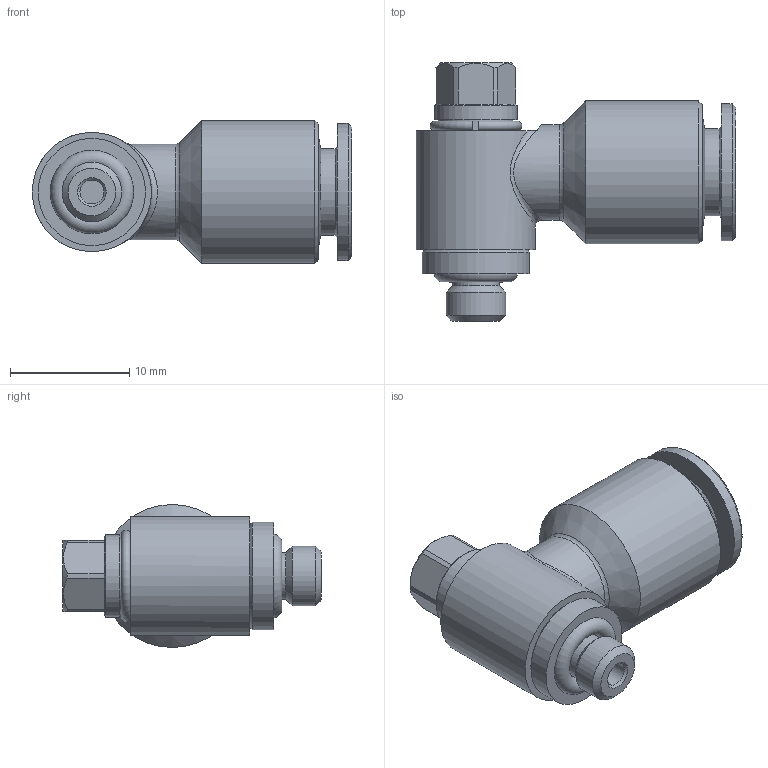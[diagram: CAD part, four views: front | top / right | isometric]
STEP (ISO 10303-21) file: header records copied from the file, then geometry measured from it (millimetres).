
FILE_DESCRIPTION(/* description */ ('STEP AP214'),/* implementation_level */ '2;1');
FILE_NAME(/* name */ '04340C30-02',/* time_stamp */ '2023-07-12T10:29:37+02:00',/* author */ ('License CC BY-ND 4.0'),/* organization */ ('CADENAS'),/* preprocessor_version */ 'ST-DEVELOPER v19.3',/* originating_system */ 'PARTsolutions',/* authorisation */ ' ');
FILE_SCHEMA (('AUTOMOTIVE_DESIGN {1 0 10303 214 3 1 1}'));
Length unit declared in the file: millimetre
Products named in the file (2): 04340C30-02; 04340C30-02_PART1
Assembly tree (1 placements, depth 2):
  04340C30-02
    04340C30-02_PART1
Bounding box: 26.8 x 21.7 x 12 mm (x, y, z)
Volume: 2243 mm3; surface area: 1936 mm2
Topology: 1 solids, 1 shells, 67 faces, 145 edges, 89 vertices
Faces by surface type: plane 26, cylinder 22, cone 13, torus 5, bspline 1
Full cylindrical faces by diameter (mm): 2 x1, 2.5 x1, 3.9 x1, 5 x1, 6.15 x1, 6.3 x1, 6.9 x1, 7.3 x1, 7.4 x1, 8 x1, 9 x1, 10 x1, 11.5 x1, 12 x1
Entity records: 2414 total; most frequent: CARTESIAN_POINT 615, DIRECTION 284, ORIENTED_EDGE 208, AXIS2_PLACEMENT_3D 130, EDGE_LOOP 109, FACE_BOUND 109, EDGE_CURVE 104, VERTEX_POINT 79
